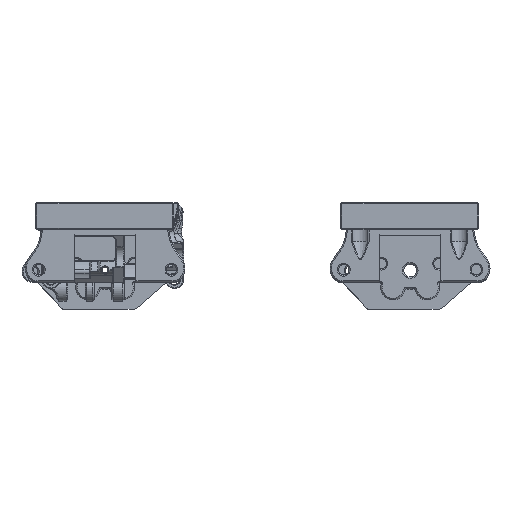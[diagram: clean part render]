
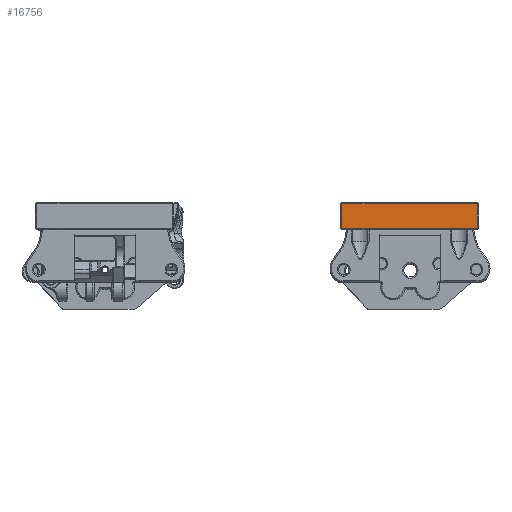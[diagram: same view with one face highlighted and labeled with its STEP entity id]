
A CAD part, top view. The second image highlights one B-rep face of the part: STEP entity #16756.
In plain terms, the highlighted planar face has unit normal (0, 0, 1).
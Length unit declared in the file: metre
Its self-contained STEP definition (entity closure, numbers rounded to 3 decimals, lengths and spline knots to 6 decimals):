
#1736=LINE('',#28700,#3019);
#1737=LINE('',#28703,#3020);
#1738=LINE('',#28705,#3021);
#1739=LINE('',#28707,#3022);
#3019=VECTOR('',#20682,1.);
#3020=VECTOR('',#20683,1.);
#3021=VECTOR('',#20684,1.);
#3022=VECTOR('',#20685,1.);
#5949=ORIENTED_EDGE('',*,*,#9825,.T.);
#5950=ORIENTED_EDGE('',*,*,#9826,.T.);
#5951=ORIENTED_EDGE('',*,*,#9827,.T.);
#5952=ORIENTED_EDGE('',*,*,#9828,.T.);
#9825=EDGE_CURVE('',#11894,#11895,#1736,.T.);
#9826=EDGE_CURVE('',#11895,#11896,#1737,.T.);
#9827=EDGE_CURVE('',#11896,#11897,#1738,.T.);
#9828=EDGE_CURVE('',#11897,#11894,#1739,.T.);
#11894=VERTEX_POINT('',#28701);
#11895=VERTEX_POINT('',#28702);
#11896=VERTEX_POINT('',#28704);
#11897=VERTEX_POINT('',#28706);
#13740=EDGE_LOOP('',(#5949,#5950,#5951,#5952));
#15018=FACE_BOUND('',#13740,.T.);
#15988=PLANE('',#18077);
#16756=ADVANCED_FACE('',(#15018),#15988,.T.);
#18077=AXIS2_PLACEMENT_3D('',#28699,#20680,#20681);
#20680=DIRECTION('',(0.,0.,1.));
#20681=DIRECTION('',(1.,0.,0.));
#20682=DIRECTION('',(0.,-1.,0.));
#20683=DIRECTION('',(1.,0.,0.));
#20684=DIRECTION('',(0.,1.,0.));
#20685=DIRECTION('',(-1.,0.,0.));
#28699=CARTESIAN_POINT('',(0.1,0.002379,0.011862));
#28700=CARTESIAN_POINT('',(0.077631,0.002379,0.011862));
#28701=CARTESIAN_POINT('',(0.077631,0.021635,0.011862));
#28702=CARTESIAN_POINT('',(0.077631,0.013721,0.011862));
#28703=CARTESIAN_POINT('',(0.1,0.013721,0.011862));
#28704=CARTESIAN_POINT('',(0.122091,0.013721,0.011862));
#28705=CARTESIAN_POINT('',(0.122091,0.002379,0.011862));
#28706=CARTESIAN_POINT('',(0.122091,0.021635,0.011862));
#28707=CARTESIAN_POINT('',(0.1,0.021635,0.011862));
